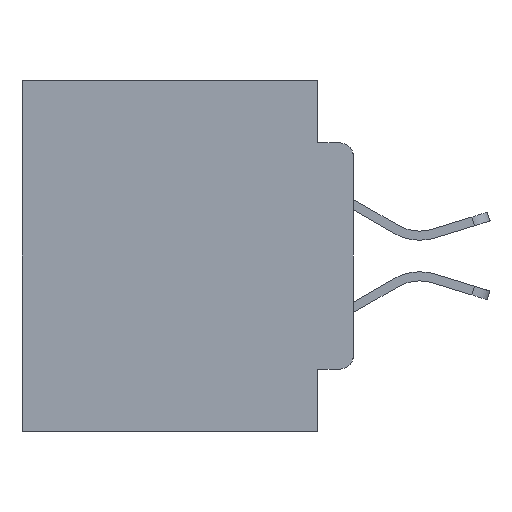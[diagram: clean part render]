
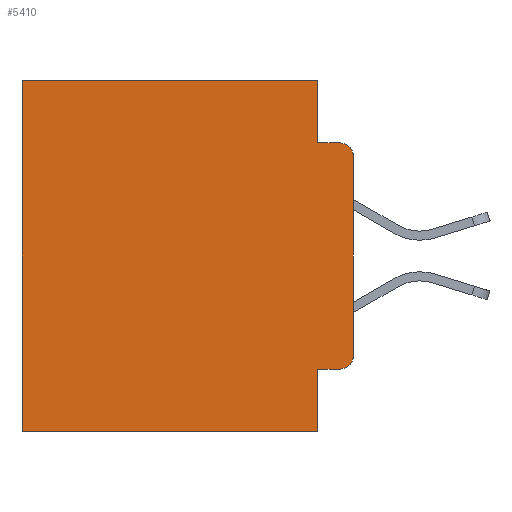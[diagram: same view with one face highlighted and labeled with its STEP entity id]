
A CAD part, left-side view. The second image highlights one B-rep face of the part: STEP entity #5410.
In plain terms, the highlighted planar face has unit normal (-1, 0, 0).
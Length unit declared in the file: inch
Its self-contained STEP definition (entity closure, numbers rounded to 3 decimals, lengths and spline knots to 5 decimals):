
#1997 = VERTEX_POINT ( 'NONE', #5213 ) ;
#2052 = VECTOR ( 'NONE', #20048, 39.37008 ) ;
#2118 = CARTESIAN_POINT ( 'NONE',  ( 0.298, 0.02, -0.3915 ) ) ;
#2508 = CIRCLE ( 'NONE', #4383, 0.02 ) ;
#2677 = LINE ( 'NONE', #9871, #2052 ) ;
#2808 = CARTESIAN_POINT ( 'NONE',  ( 0.298, 0.473, 0. ) ) ;
#2862 = CARTESIAN_POINT ( 'NONE',  ( 0.298, 0.473, -0.5 ) ) ;
#2920 = ORIENTED_EDGE ( 'NONE', *, *, #20463, .T. ) ;
#2938 = CARTESIAN_POINT ( 'NONE',  ( 0.298, 0.051, -0.0885 ) ) ;
#2973 = EDGE_CURVE ( 'NONE', #9679, #14876, #19681, .T. ) ;
#3111 = DIRECTION ( 'NONE',  ( 0., 0., -1. ) ) ;
#3135 = CARTESIAN_POINT ( 'NONE',  ( 0.298, 0.051, -0.0885 ) ) ;
#3281 = CARTESIAN_POINT ( 'NONE',  ( 0.298, 0., 0. ) ) ;
#3358 = ORIENTED_EDGE ( 'NONE', *, *, #13120, .F. ) ;
#3724 = CARTESIAN_POINT ( 'NONE',  ( 0.298, 0.02, -0.4115 ) ) ;
#4373 = VECTOR ( 'NONE', #3111, 39.37008 ) ;
#4375 = VERTEX_POINT ( 'NONE', #2862 ) ;
#4383 = AXIS2_PLACEMENT_3D ( 'NONE', #10829, #23108, #24988 ) ;
#4390 = DIRECTION ( 'NONE',  ( 0., 1., 0. ) ) ;
#4436 = CARTESIAN_POINT ( 'NONE',  ( 0.298, 0.051, 0. ) ) ;
#4625 = ORIENTED_EDGE ( 'NONE', *, *, #16577, .T. ) ;
#4671 = LINE ( 'NONE', #3281, #4373 ) ;
#5213 = CARTESIAN_POINT ( 'NONE',  ( 0.298, 0., -0.3915 ) ) ;
#5410 = ADVANCED_FACE ( 'NONE', ( #25938 ), #15086, .F. ) ;
#5760 = AXIS2_PLACEMENT_3D ( 'NONE', #2118, #24445, #20434 ) ;
#6015 = LINE ( 'NONE', #3135, #8273 ) ;
#6214 = CARTESIAN_POINT ( 'NONE',  ( 0.298, 0.051, 0. ) ) ;
#6531 = DIRECTION ( 'NONE',  ( 1., 0., 0. ) ) ;
#6552 = EDGE_CURVE ( 'NONE', #17337, #8803, #6015, .T. ) ;
#6568 = ORIENTED_EDGE ( 'NONE', *, *, #25900, .F. ) ;
#6690 = EDGE_CURVE ( 'NONE', #19575, #4375, #2677, .T. ) ;
#7005 = CARTESIAN_POINT ( 'NONE',  ( 0.298, 0.051, -0.5 ) ) ;
#8219 = VECTOR ( 'NONE', #17919, 39.37008 ) ;
#8256 = VECTOR ( 'NONE', #16449, 39.37008 ) ;
#8273 = VECTOR ( 'NONE', #11142, 39.37008 ) ;
#8803 = VERTEX_POINT ( 'NONE', #20313 ) ;
#8865 = DIRECTION ( 'NONE',  ( 0., 0., -1. ) ) ;
#8891 = ORIENTED_EDGE ( 'NONE', *, *, #25866, .T. ) ;
#9433 = LINE ( 'NONE', #13674, #10084 ) ;
#9679 = VERTEX_POINT ( 'NONE', #16975 ) ;
#9871 = CARTESIAN_POINT ( 'NONE',  ( 0.298, 0.473, 0. ) ) ;
#9985 = ORIENTED_EDGE ( 'NONE', *, *, #25530, .T. ) ;
#10084 = VECTOR ( 'NONE', #24015, 39.37008 ) ;
#10333 = EDGE_LOOP ( 'NONE', ( #20000, #9985, #12122, #6568, #4625, #15768, #3358, #24170, #2920, #8891 ) ) ;
#10829 = CARTESIAN_POINT ( 'NONE',  ( 0.298, 0.02, -0.1085 ) ) ;
#10994 = EDGE_CURVE ( 'NONE', #21066, #1997, #4671, .T. ) ;
#11142 = DIRECTION ( 'NONE',  ( 0., -1., 0. ) ) ;
#11172 = AXIS2_PLACEMENT_3D ( 'NONE', #20938, #6531, #14995 ) ;
#12122 = ORIENTED_EDGE ( 'NONE', *, *, #6552, .F. ) ;
#12490 = CARTESIAN_POINT ( 'NONE',  ( 0.298, 0., 0. ) ) ;
#12522 = VERTEX_POINT ( 'NONE', #3724 ) ;
#13120 = EDGE_CURVE ( 'NONE', #14876, #4375, #9433, .T. ) ;
#13204 = VERTEX_POINT ( 'NONE', #25791 ) ;
#13674 = CARTESIAN_POINT ( 'NONE',  ( 0.298, 0., -0.5 ) ) ;
#14876 = VERTEX_POINT ( 'NONE', #7005 ) ;
#14995 = DIRECTION ( 'NONE',  ( 0., 0., -1. ) ) ;
#15086 = PLANE ( 'NONE',  #11172 ) ;
#15768 = ORIENTED_EDGE ( 'NONE', *, *, #6690, .T. ) ;
#15872 = CARTESIAN_POINT ( 'NONE',  ( 0.298, 0.051, -0.4115 ) ) ;
#16449 = DIRECTION ( 'NONE',  ( 0., 0., -1. ) ) ;
#16577 = EDGE_CURVE ( 'NONE', #13204, #19575, #17362, .T. ) ;
#16909 = CIRCLE ( 'NONE', #5760, 0.02 ) ;
#16975 = CARTESIAN_POINT ( 'NONE',  ( 0.298, 0.051, -0.4115 ) ) ;
#17337 = VERTEX_POINT ( 'NONE', #2938 ) ;
#17362 = LINE ( 'NONE', #12490, #23391 ) ;
#17919 = DIRECTION ( 'NONE',  ( 0., -1., 0. ) ) ;
#18449 = CARTESIAN_POINT ( 'NONE',  ( 0.298, 0., -0.1085 ) ) ;
#19118 = LINE ( 'NONE', #15872, #8219 ) ;
#19367 = VECTOR ( 'NONE', #8865, 39.37008 ) ;
#19575 = VERTEX_POINT ( 'NONE', #2808 ) ;
#19681 = LINE ( 'NONE', #4436, #19367 ) ;
#20000 = ORIENTED_EDGE ( 'NONE', *, *, #10994, .F. ) ;
#20048 = DIRECTION ( 'NONE',  ( 0., 0., -1. ) ) ;
#20313 = CARTESIAN_POINT ( 'NONE',  ( 0.298, 0.02, -0.0885 ) ) ;
#20434 = DIRECTION ( 'NONE',  ( 0., 0., -1. ) ) ;
#20463 = EDGE_CURVE ( 'NONE', #9679, #12522, #19118, .T. ) ;
#20938 = CARTESIAN_POINT ( 'NONE',  ( 0.298, 0., 0. ) ) ;
#21066 = VERTEX_POINT ( 'NONE', #18449 ) ;
#23108 = DIRECTION ( 'NONE',  ( -1., 0., 0. ) ) ;
#23391 = VECTOR ( 'NONE', #4390, 39.37008 ) ;
#24015 = DIRECTION ( 'NONE',  ( 0., 1., 0. ) ) ;
#24170 = ORIENTED_EDGE ( 'NONE', *, *, #2973, .F. ) ;
#24445 = DIRECTION ( 'NONE',  ( -1., 0., 0. ) ) ;
#24543 = LINE ( 'NONE', #6214, #8256 ) ;
#24988 = DIRECTION ( 'NONE',  ( 0., 0., -1. ) ) ;
#25530 = EDGE_CURVE ( 'NONE', #21066, #8803, #2508, .T. ) ;
#25791 = CARTESIAN_POINT ( 'NONE',  ( 0.298, 0.051, 0. ) ) ;
#25866 = EDGE_CURVE ( 'NONE', #12522, #1997, #16909, .T. ) ;
#25900 = EDGE_CURVE ( 'NONE', #13204, #17337, #24543, .T. ) ;
#25938 = FACE_OUTER_BOUND ( 'NONE', #10333, .T. ) ;
